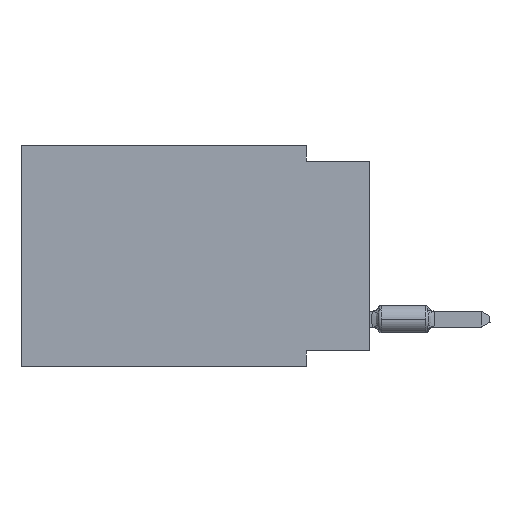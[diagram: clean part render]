
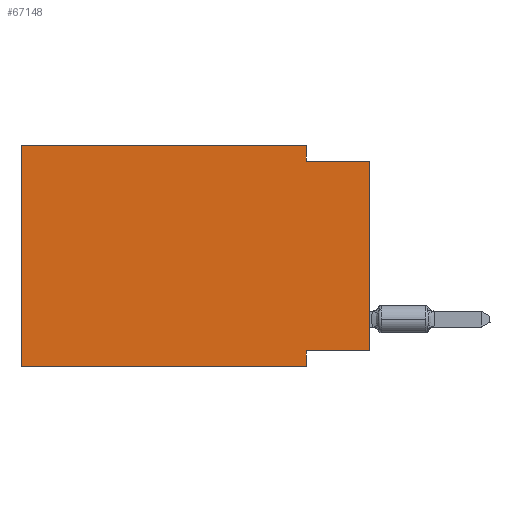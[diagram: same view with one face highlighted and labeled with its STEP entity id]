
A CAD part, left-side view. The second image highlights one B-rep face of the part: STEP entity #67148.
In plain terms, the highlighted planar face has unit normal (-1, 0, 0).
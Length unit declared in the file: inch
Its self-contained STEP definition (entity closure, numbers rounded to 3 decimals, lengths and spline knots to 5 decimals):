
#838 = DIRECTION ( 'NONE',  ( 0., -1., 0. ) ) ;
#938 = LINE ( 'NONE', #11075, #22088 ) ;
#1890 = CARTESIAN_POINT ( 'NONE',  ( 0., 0., -0.025 ) ) ;
#8863 = LINE ( 'NONE', #91669, #53509 ) ;
#9582 = ORIENTED_EDGE ( 'NONE', *, *, #53869, .T. ) ;
#11075 = CARTESIAN_POINT ( 'NONE',  ( 0., 0.55, -0.35 ) ) ;
#11150 = VERTEX_POINT ( 'NONE', #59418 ) ;
#12694 = CARTESIAN_POINT ( 'NONE',  ( 0., 0.1, -0.025 ) ) ;
#13127 = LINE ( 'NONE', #86344, #99959 ) ;
#13549 = ORIENTED_EDGE ( 'NONE', *, *, #43954, .F. ) ;
#13670 = VECTOR ( 'NONE', #21562, 39.37008 ) ;
#16746 = PLANE ( 'NONE',  #56667 ) ;
#16986 = DIRECTION ( 'NONE',  ( 0., -1., 0. ) ) ;
#20781 = CARTESIAN_POINT ( 'NONE',  ( 0., 0.55, -0.35 ) ) ;
#21562 = DIRECTION ( 'NONE',  ( 0., -1., 0. ) ) ;
#22088 = VECTOR ( 'NONE', #16986, 39.37008 ) ;
#23989 = VERTEX_POINT ( 'NONE', #44823 ) ;
#26696 = CARTESIAN_POINT ( 'NONE',  ( 0., 0.1, -0.35 ) ) ;
#30717 = VERTEX_POINT ( 'NONE', #94625 ) ;
#35034 = CARTESIAN_POINT ( 'NONE',  ( 0., 0.1, -0.35 ) ) ;
#35409 = EDGE_CURVE ( 'NONE', #30717, #11150, #13127, .T. ) ;
#36532 = ORIENTED_EDGE ( 'NONE', *, *, #99155, .F. ) ;
#36683 = VECTOR ( 'NONE', #97964, 39.37008 ) ;
#37171 = DIRECTION ( 'NONE',  ( 0., 1., 0. ) ) ;
#39740 = ORIENTED_EDGE ( 'NONE', *, *, #40948, .T. ) ;
#39889 = VECTOR ( 'NONE', #838, 39.37008 ) ;
#40948 = EDGE_CURVE ( 'NONE', #72270, #72103, #938, .T. ) ;
#41327 = DIRECTION ( 'NONE',  ( 1., 0., 0. ) ) ;
#43954 = EDGE_CURVE ( 'NONE', #64638, #68644, #62158, .T. ) ;
#44823 = CARTESIAN_POINT ( 'NONE',  ( 0., 0., -0.025 ) ) ;
#49672 = ORIENTED_EDGE ( 'NONE', *, *, #83014, .F. ) ;
#52117 = LINE ( 'NONE', #35034, #53153 ) ;
#53148 = DIRECTION ( 'NONE',  ( 0., 0., 1. ) ) ;
#53153 = VECTOR ( 'NONE', #84713, 39.37008 ) ;
#53509 = VECTOR ( 'NONE', #53148, 39.37008 ) ;
#53869 = EDGE_CURVE ( 'NONE', #30717, #23989, #89965, .T. ) ;
#54753 = CARTESIAN_POINT ( 'NONE',  ( 0., 0.1, 0. ) ) ;
#54874 = CARTESIAN_POINT ( 'NONE',  ( 0., 0.1, 0. ) ) ;
#56667 = AXIS2_PLACEMENT_3D ( 'NONE', #57891, #41327, #91022 ) ;
#57891 = CARTESIAN_POINT ( 'NONE',  ( 0., 0.55, 0. ) ) ;
#59418 = CARTESIAN_POINT ( 'NONE',  ( 0., 0.1, -0.325 ) ) ;
#62158 = LINE ( 'NONE', #94747, #13670 ) ;
#64638 = VERTEX_POINT ( 'NONE', #70270 ) ;
#65385 = CARTESIAN_POINT ( 'NONE',  ( 0., 0., 0. ) ) ;
#67148 = ADVANCED_FACE ( 'NONE', ( #89961 ), #16746, .F. ) ;
#68172 = EDGE_CURVE ( 'NONE', #68644, #101330, #87484, .T. ) ;
#68644 = VERTEX_POINT ( 'NONE', #54753 ) ;
#70270 = CARTESIAN_POINT ( 'NONE',  ( 0., 0.55, 0. ) ) ;
#71264 = EDGE_LOOP ( 'NONE', ( #9582, #36532, #104804, #13549, #49672, #39740, #91892, #92008 ) ) ;
#72103 = VERTEX_POINT ( 'NONE', #26696 ) ;
#72270 = VERTEX_POINT ( 'NONE', #20781 ) ;
#83014 = EDGE_CURVE ( 'NONE', #72270, #64638, #8863, .T. ) ;
#83121 = LINE ( 'NONE', #1890, #39889 ) ;
#84713 = DIRECTION ( 'NONE',  ( 0., 0., -1. ) ) ;
#86344 = CARTESIAN_POINT ( 'NONE',  ( 0., 0., -0.325 ) ) ;
#87484 = LINE ( 'NONE', #54874, #92673 ) ;
#89961 = FACE_OUTER_BOUND ( 'NONE', #71264, .T. ) ;
#89965 = LINE ( 'NONE', #65385, #36683 ) ;
#91022 = DIRECTION ( 'NONE',  ( 0., 0., -1. ) ) ;
#91669 = CARTESIAN_POINT ( 'NONE',  ( 0., 0.55, 0. ) ) ;
#91892 = ORIENTED_EDGE ( 'NONE', *, *, #100539, .F. ) ;
#92008 = ORIENTED_EDGE ( 'NONE', *, *, #35409, .F. ) ;
#92673 = VECTOR ( 'NONE', #93891, 39.37008 ) ;
#93891 = DIRECTION ( 'NONE',  ( 0., 0., -1. ) ) ;
#94625 = CARTESIAN_POINT ( 'NONE',  ( 0., 0., -0.325 ) ) ;
#94747 = CARTESIAN_POINT ( 'NONE',  ( 0., 0.55, 0. ) ) ;
#97964 = DIRECTION ( 'NONE',  ( 0., 0., 1. ) ) ;
#99155 = EDGE_CURVE ( 'NONE', #101330, #23989, #83121, .T. ) ;
#99959 = VECTOR ( 'NONE', #37171, 39.37008 ) ;
#100539 = EDGE_CURVE ( 'NONE', #11150, #72103, #52117, .T. ) ;
#101330 = VERTEX_POINT ( 'NONE', #12694 ) ;
#104804 = ORIENTED_EDGE ( 'NONE', *, *, #68172, .F. ) ;
